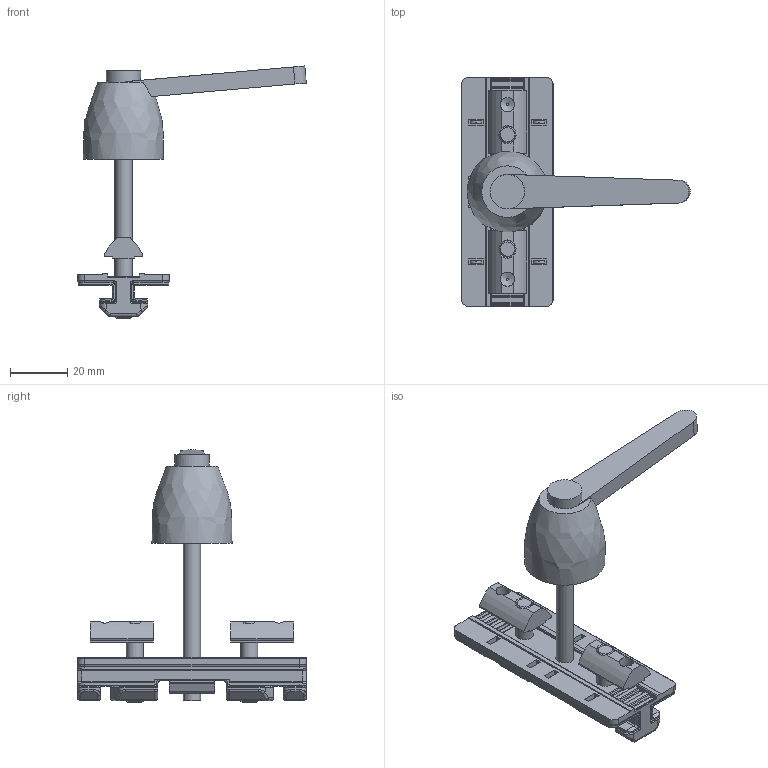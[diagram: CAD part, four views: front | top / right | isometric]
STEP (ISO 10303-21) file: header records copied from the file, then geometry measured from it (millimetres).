
FILE_DESCRIPTION((''),'2;1');
FILE_NAME('AR3410.stp','2019-10-15T15:18:49',('trakoczy'),(''),'Autodesk Inventor 2013','Autodesk Inventor 2013','');
FILE_SCHEMA(('AUTOMOTIVE_DESIGN { 1 0 10303 214 1 1 1 1 }'));
Length unit declared in the file: millimetre
Products named in the file (12): AR3410; AR3410 I; AR3410 III; AR3410 II; AR3410 VI; AR3410 VII; AR3410 VIII; AR3410 IX; AR3410 V; AR3410 IV; AR3410 X; AR3410 XI
Assembly tree (11 placements, depth 2):
  AR3410
    AR3410 I
    AR3410 III
    AR3410 II
    AR3410 VI
    AR3410 VII
    AR3410 VIII
    AR3410 IX
    AR3410 V
    AR3410 IV
    AR3410 X
    AR3410 XI
Bounding box: 79.92 x 80 x 88.15 mm (x, y, z)
Volume: 38135.7 mm3; surface area: 26430.4 mm2
Topology: 11 solids, 11 shells, 654 faces, 1706 edges, 1053 vertices
Faces by surface type: plane 280, cylinder 251, torus 50, bspline 35, sphere 20, cone 18
Full cylindrical faces by diameter (mm): 5 x4, 5.9 x1, 6 x3, 6.3 x3, 12 x1
Entity records: 21706 total; most frequent: CARTESIAN_POINT 5440, DIRECTION 3382, ORIENTED_EDGE 3292, EDGE_CURVE 1646, AXIS2_PLACEMENT_3D 1219, VERTEX_POINT 1044, VECTOR 944, LINE 944
